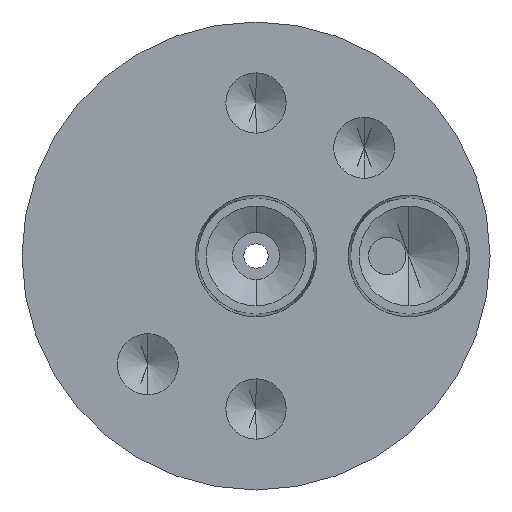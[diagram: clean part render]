
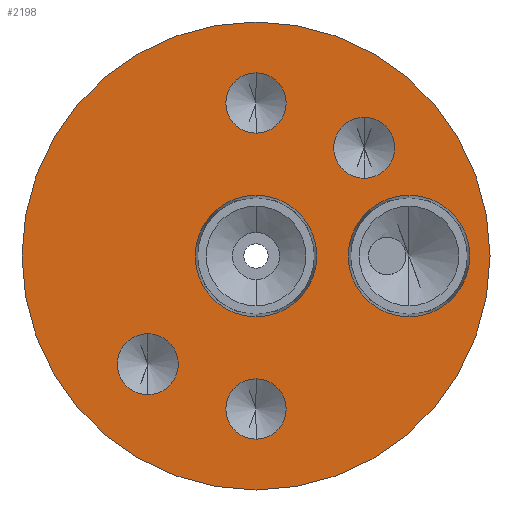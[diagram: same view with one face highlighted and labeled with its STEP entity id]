
A CAD part, front view. The second image highlights one B-rep face of the part: STEP entity #2198.
In plain terms, the highlighted planar face has unit normal (0, -1, 0).
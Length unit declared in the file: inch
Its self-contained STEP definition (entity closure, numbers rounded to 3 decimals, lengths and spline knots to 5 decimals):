
#59 = EDGE_CURVE ( 'NONE', #1093, #3307, #3682, .T. ) ;
#147 = CIRCLE ( 'NONE', #2048, 0.1005 ) ;
#166 = ORIENTED_EDGE ( 'NONE', *, *, #2469, .F. ) ;
#191 = DIRECTION ( 'NONE',  ( 0., 1., 0. ) ) ;
#205 = DIRECTION ( 'NONE',  ( 0., -1., 0. ) ) ;
#228 = FACE_BOUND ( 'NONE', #1290, .T. ) ;
#253 = DIRECTION ( 'NONE',  ( 0., -1., 0. ) ) ;
#272 = EDGE_CURVE ( 'NONE', #398, #1884, #1775, .T. ) ;
#298 = DIRECTION ( 'NONE',  ( 0., -1., 0. ) ) ;
#334 = CIRCLE ( 'NONE', #1238, 0.1005 ) ;
#365 = EDGE_CURVE ( 'NONE', #1884, #398, #1586, .T. ) ;
#383 = CARTESIAN_POINT ( 'NONE',  ( 0., -0.625, 0. ) ) ;
#398 = VERTEX_POINT ( 'NONE', #3422 ) ;
#426 = DIRECTION ( 'NONE',  ( 0., 0., -1. ) ) ;
#452 = VERTEX_POINT ( 'NONE', #3443 ) ;
#492 = PLANE ( 'NONE',  #1121 ) ;
#527 = DIRECTION ( 'NONE',  ( 0., 0., -1. ) ) ;
#541 = ORIENTED_EDGE ( 'NONE', *, *, #272, .F. ) ;
#607 = CARTESIAN_POINT ( 'NONE',  ( 0., -0.625, 0.78 ) ) ;
#614 = EDGE_LOOP ( 'NONE', ( #1982, #166 ) ) ;
#660 = VERTEX_POINT ( 'NONE', #2141 ) ;
#716 = DIRECTION ( 'NONE',  ( 0., -1., 0. ) ) ;
#736 = EDGE_CURVE ( 'NONE', #2284, #2273, #871, .T. ) ;
#740 = CIRCLE ( 'NONE', #3442, 0.1005 ) ;
#749 = CARTESIAN_POINT ( 'NONE',  ( 0., -0.625, 0. ) ) ;
#757 = CARTESIAN_POINT ( 'NONE',  ( 0.36062, -0.625, 0.36062 ) ) ;
#794 = CARTESIAN_POINT ( 'NONE',  ( 0.51, -0.625, -0.20251 ) ) ;
#828 = CARTESIAN_POINT ( 'NONE',  ( 0.36062, -0.625, 0.36062 ) ) ;
#850 = EDGE_CURVE ( 'NONE', #660, #2783, #740, .T. ) ;
#851 = CARTESIAN_POINT ( 'NONE',  ( 0.51, -0.625, 0. ) ) ;
#871 = CIRCLE ( 'NONE', #1780, 0.2025 ) ;
#872 = DIRECTION ( 'NONE',  ( 0., 0., -1. ) ) ;
#897 = ORIENTED_EDGE ( 'NONE', *, *, #850, .F. ) ;
#919 = DIRECTION ( 'NONE',  ( 0., -1., 0. ) ) ;
#947 = EDGE_CURVE ( 'NONE', #3307, #1093, #1526, .T. ) ;
#950 = ORIENTED_EDGE ( 'NONE', *, *, #736, .F. ) ;
#969 = DIRECTION ( 'NONE',  ( 0., 0., -1. ) ) ;
#988 = CIRCLE ( 'NONE', #1424, 0.78 ) ;
#1039 = DIRECTION ( 'NONE',  ( 0., -1., 0. ) ) ;
#1058 = CIRCLE ( 'NONE', #2797, 0.20251 ) ;
#1081 = FACE_BOUND ( 'NONE', #2620, .T. ) ;
#1093 = VERTEX_POINT ( 'NONE', #2614 ) ;
#1095 = CARTESIAN_POINT ( 'NONE',  ( 0., -0.625, 0. ) ) ;
#1097 = DIRECTION ( 'NONE',  ( 0., -1., 0. ) ) ;
#1121 = AXIS2_PLACEMENT_3D ( 'NONE', #3104, #1097, #2521 ) ;
#1212 = CARTESIAN_POINT ( 'NONE',  ( 0., -0.625, -0.2025 ) ) ;
#1238 = AXIS2_PLACEMENT_3D ( 'NONE', #2824, #253, #3337 ) ;
#1264 = EDGE_LOOP ( 'NONE', ( #1969, #541 ) ) ;
#1290 = EDGE_LOOP ( 'NONE', ( #3709, #950 ) ) ;
#1309 = AXIS2_PLACEMENT_3D ( 'NONE', #1095, #1954, #3081 ) ;
#1322 = EDGE_CURVE ( 'NONE', #2351, #2230, #988, .T. ) ;
#1384 = CARTESIAN_POINT ( 'NONE',  ( -0.36062, -0.625, -0.36062 ) ) ;
#1396 = FACE_OUTER_BOUND ( 'NONE', #1708, .T. ) ;
#1411 = ORIENTED_EDGE ( 'NONE', *, *, #2026, .F. ) ;
#1424 = AXIS2_PLACEMENT_3D ( 'NONE', #749, #191, #1679 ) ;
#1431 = CARTESIAN_POINT ( 'NONE',  ( 0., -0.625, 0.51 ) ) ;
#1499 = CIRCLE ( 'NONE', #2523, 0.20251 ) ;
#1526 = CIRCLE ( 'NONE', #1896, 0.10156 ) ;
#1547 = CIRCLE ( 'NONE', #1309, 0.78 ) ;
#1586 = CIRCLE ( 'NONE', #1897, 0.10156 ) ;
#1679 = DIRECTION ( 'NONE',  ( 0., 0., 1. ) ) ;
#1708 = EDGE_LOOP ( 'NONE', ( #2509, #2638 ) ) ;
#1751 = ORIENTED_EDGE ( 'NONE', *, *, #1948, .F. ) ;
#1774 = EDGE_LOOP ( 'NONE', ( #2694, #2711 ) ) ;
#1775 = CIRCLE ( 'NONE', #1956, 0.10156 ) ;
#1780 = AXIS2_PLACEMENT_3D ( 'NONE', #383, #2676, #969 ) ;
#1792 = CARTESIAN_POINT ( 'NONE',  ( -0.36062, -0.625, -0.36062 ) ) ;
#1796 = CARTESIAN_POINT ( 'NONE',  ( -0.36062, -0.625, -0.46219 ) ) ;
#1806 = CARTESIAN_POINT ( 'NONE',  ( 0., -0.625, 0.2025 ) ) ;
#1884 = VERTEX_POINT ( 'NONE', #1796 ) ;
#1896 = AXIS2_PLACEMENT_3D ( 'NONE', #828, #2997, #426 ) ;
#1897 = AXIS2_PLACEMENT_3D ( 'NONE', #1792, #2927, #2575 ) ;
#1947 = DIRECTION ( 'NONE',  ( 0., 0., -1. ) ) ;
#1948 = EDGE_CURVE ( 'NONE', #3614, #2407, #1058, .T. ) ;
#1954 = DIRECTION ( 'NONE',  ( 0., 1., 0. ) ) ;
#1956 = AXIS2_PLACEMENT_3D ( 'NONE', #1384, #2243, #1947 ) ;
#1969 = ORIENTED_EDGE ( 'NONE', *, *, #365, .F. ) ;
#1972 = CARTESIAN_POINT ( 'NONE',  ( 0., -0.625, 0.6105 ) ) ;
#1982 = ORIENTED_EDGE ( 'NONE', *, *, #3117, .F. ) ;
#1990 = VERTEX_POINT ( 'NONE', #3566 ) ;
#2026 = EDGE_CURVE ( 'NONE', #2783, #660, #334, .T. ) ;
#2048 = AXIS2_PLACEMENT_3D ( 'NONE', #2882, #298, #3154 ) ;
#2086 = DIRECTION ( 'NONE',  ( 0., 0., -1. ) ) ;
#2141 = CARTESIAN_POINT ( 'NONE',  ( 0., -0.625, 0.4095 ) ) ;
#2198 = ADVANCED_FACE ( 'NONE', ( #3066, #3139, #2571, #1081, #2500, #228, #1396 ), #492, .T. ) ;
#2230 = VERTEX_POINT ( 'NONE', #607 ) ;
#2243 = DIRECTION ( 'NONE',  ( 0., -1., 0. ) ) ;
#2273 = VERTEX_POINT ( 'NONE', #1212 ) ;
#2279 = DIRECTION ( 'NONE',  ( 0., 0., -1. ) ) ;
#2284 = VERTEX_POINT ( 'NONE', #1806 ) ;
#2351 = VERTEX_POINT ( 'NONE', #3576 ) ;
#2407 = VERTEX_POINT ( 'NONE', #794 ) ;
#2420 = EDGE_CURVE ( 'NONE', #2230, #2351, #1547, .T. ) ;
#2469 = EDGE_CURVE ( 'NONE', #1990, #452, #147, .T. ) ;
#2500 = FACE_BOUND ( 'NONE', #614, .T. ) ;
#2509 = ORIENTED_EDGE ( 'NONE', *, *, #2420, .F. ) ;
#2517 = AXIS2_PLACEMENT_3D ( 'NONE', #3388, #2767, #3368 ) ;
#2521 = DIRECTION ( 'NONE',  ( 0., 0., -1. ) ) ;
#2523 = AXIS2_PLACEMENT_3D ( 'NONE', #851, #205, #2279 ) ;
#2571 = FACE_BOUND ( 'NONE', #2611, .T. ) ;
#2575 = DIRECTION ( 'NONE',  ( 0., 0., -1. ) ) ;
#2611 = EDGE_LOOP ( 'NONE', ( #2712, #1751 ) ) ;
#2614 = CARTESIAN_POINT ( 'NONE',  ( 0.36062, -0.625, 0.25906 ) ) ;
#2620 = EDGE_LOOP ( 'NONE', ( #897, #1411 ) ) ;
#2629 = CIRCLE ( 'NONE', #2517, 0.2025 ) ;
#2638 = ORIENTED_EDGE ( 'NONE', *, *, #1322, .F. ) ;
#2646 = DIRECTION ( 'NONE',  ( 0., 0., -1. ) ) ;
#2661 = CARTESIAN_POINT ( 'NONE',  ( 0., -0.625, -0.51 ) ) ;
#2676 = DIRECTION ( 'NONE',  ( 0., -1., 0. ) ) ;
#2694 = ORIENTED_EDGE ( 'NONE', *, *, #59, .F. ) ;
#2711 = ORIENTED_EDGE ( 'NONE', *, *, #947, .F. ) ;
#2712 = ORIENTED_EDGE ( 'NONE', *, *, #3142, .F. ) ;
#2763 = EDGE_CURVE ( 'NONE', #2273, #2284, #2629, .T. ) ;
#2767 = DIRECTION ( 'NONE',  ( 0., -1., 0. ) ) ;
#2783 = VERTEX_POINT ( 'NONE', #1972 ) ;
#2797 = AXIS2_PLACEMENT_3D ( 'NONE', #3471, #919, #2086 ) ;
#2824 = CARTESIAN_POINT ( 'NONE',  ( 0., -0.625, 0.51 ) ) ;
#2882 = CARTESIAN_POINT ( 'NONE',  ( 0., -0.625, -0.51 ) ) ;
#2927 = DIRECTION ( 'NONE',  ( 0., -1., 0. ) ) ;
#2997 = DIRECTION ( 'NONE',  ( 0., -1., 0. ) ) ;
#3066 = FACE_BOUND ( 'NONE', #1774, .T. ) ;
#3081 = DIRECTION ( 'NONE',  ( 0., 0., 1. ) ) ;
#3104 = CARTESIAN_POINT ( 'NONE',  ( -0.78, -0.625, 0. ) ) ;
#3107 = AXIS2_PLACEMENT_3D ( 'NONE', #2661, #716, #2646 ) ;
#3117 = EDGE_CURVE ( 'NONE', #452, #1990, #3217, .T. ) ;
#3118 = DIRECTION ( 'NONE',  ( 0., -1., 0. ) ) ;
#3139 = FACE_BOUND ( 'NONE', #1264, .T. ) ;
#3142 = EDGE_CURVE ( 'NONE', #2407, #3614, #1499, .T. ) ;
#3154 = DIRECTION ( 'NONE',  ( 0., 0., -1. ) ) ;
#3217 = CIRCLE ( 'NONE', #3107, 0.1005 ) ;
#3307 = VERTEX_POINT ( 'NONE', #3547 ) ;
#3337 = DIRECTION ( 'NONE',  ( 0., 0., -1. ) ) ;
#3367 = AXIS2_PLACEMENT_3D ( 'NONE', #757, #1039, #527 ) ;
#3368 = DIRECTION ( 'NONE',  ( 0., 0., -1. ) ) ;
#3388 = CARTESIAN_POINT ( 'NONE',  ( 0., -0.625, 0. ) ) ;
#3422 = CARTESIAN_POINT ( 'NONE',  ( -0.36062, -0.625, -0.25906 ) ) ;
#3442 = AXIS2_PLACEMENT_3D ( 'NONE', #1431, #3118, #872 ) ;
#3443 = CARTESIAN_POINT ( 'NONE',  ( 0., -0.625, -0.6105 ) ) ;
#3471 = CARTESIAN_POINT ( 'NONE',  ( 0.51, -0.625, 0. ) ) ;
#3547 = CARTESIAN_POINT ( 'NONE',  ( 0.36062, -0.625, 0.46219 ) ) ;
#3566 = CARTESIAN_POINT ( 'NONE',  ( 0., -0.625, -0.4095 ) ) ;
#3576 = CARTESIAN_POINT ( 'NONE',  ( 0., -0.625, -0.78 ) ) ;
#3614 = VERTEX_POINT ( 'NONE', #3698 ) ;
#3682 = CIRCLE ( 'NONE', #3367, 0.10156 ) ;
#3698 = CARTESIAN_POINT ( 'NONE',  ( 0.51, -0.625, 0.20251 ) ) ;
#3709 = ORIENTED_EDGE ( 'NONE', *, *, #2763, .F. ) ;
